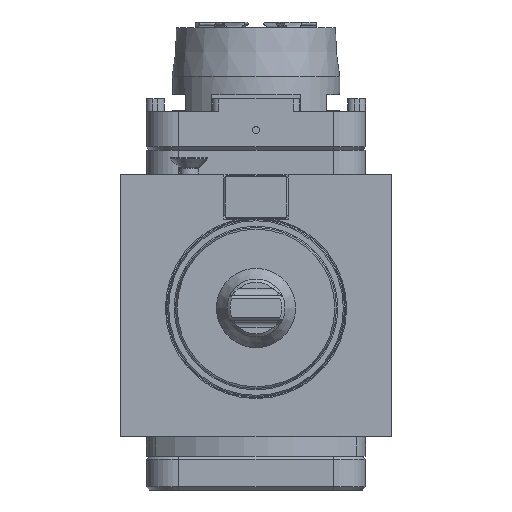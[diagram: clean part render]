
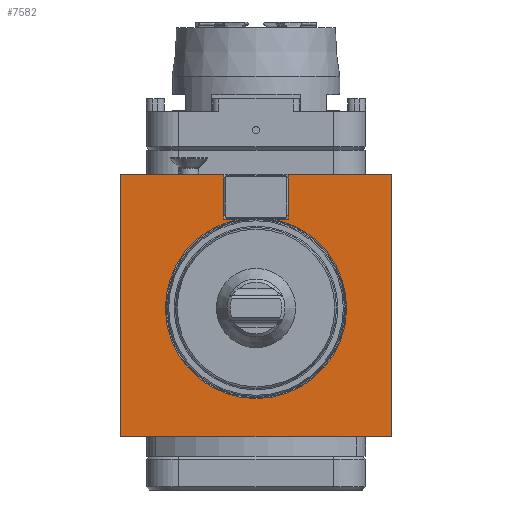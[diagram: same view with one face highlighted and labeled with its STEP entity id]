
A CAD part, front view. The second image highlights one B-rep face of the part: STEP entity #7582.
In plain terms, the highlighted planar face has unit normal (0, -1, 0).
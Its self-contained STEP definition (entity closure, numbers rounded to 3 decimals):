
#2 = ORIENTED_EDGE ( 'NONE', *, *, #7874, .T. ) ;
#112 = LINE ( 'NONE', #17792, #24226 ) ;
#319 = VERTEX_POINT ( 'NONE', #14123 ) ;
#382 = LINE ( 'NONE', #26915, #14100 ) ;
#515 = DIRECTION ( 'NONE',  ( 0., 0., 1. ) ) ;
#654 = ORIENTED_EDGE ( 'NONE', *, *, #25270, .F. ) ;
#687 = ORIENTED_EDGE ( 'NONE', *, *, #23577, .F. ) ;
#814 = CIRCLE ( 'NONE', #4526, 28.126 ) ;
#890 = VECTOR ( 'NONE', #15215, 1000. ) ;
#1694 = VECTOR ( 'NONE', #6101, 1000. ) ;
#1841 = EDGE_CURVE ( 'NONE', #9458, #18135, #26393, .T. ) ;
#1956 = DIRECTION ( 'NONE',  ( -1., 0., 0. ) ) ;
#1962 = DIRECTION ( 'NONE',  ( 0., -1., 0. ) ) ;
#2015 = CARTESIAN_POINT ( 'NONE',  ( 10., -65., 27.5 ) ) ;
#2365 = LINE ( 'NONE', #15414, #26067 ) ;
#2381 = CARTESIAN_POINT ( 'NONE',  ( 10., -65., 27.5 ) ) ;
#2733 = VERTEX_POINT ( 'NONE', #5832 ) ;
#2899 = VERTEX_POINT ( 'NONE', #27114 ) ;
#3327 = CARTESIAN_POINT ( 'NONE',  ( -42., -65., 41.5 ) ) ;
#3886 = VECTOR ( 'NONE', #515, 1000. ) ;
#4127 = EDGE_CURVE ( 'NONE', #2733, #6297, #22353, .T. ) ;
#4278 = DIRECTION ( 'NONE',  ( 1., 0., 0. ) ) ;
#4345 = ORIENTED_EDGE ( 'NONE', *, *, #18481, .T. ) ;
#4420 = FACE_OUTER_BOUND ( 'NONE', #15304, .T. ) ;
#4526 = AXIS2_PLACEMENT_3D ( 'NONE', #23613, #1962, #4278 ) ;
#4752 = DIRECTION ( 'NONE',  ( 0., 0., -1. ) ) ;
#4874 = ORIENTED_EDGE ( 'NONE', *, *, #5369, .F. ) ;
#5117 = CARTESIAN_POINT ( 'NONE',  ( -10., -65., 29.026 ) ) ;
#5369 = EDGE_CURVE ( 'NONE', #2899, #6297, #814, .T. ) ;
#5640 = LINE ( 'NONE', #18527, #9010 ) ;
#5810 = ORIENTED_EDGE ( 'NONE', *, *, #17495, .F. ) ;
#5832 = CARTESIAN_POINT ( 'NONE',  ( 10., -65., 27.5 ) ) ;
#5997 = CARTESIAN_POINT ( 'NONE',  ( 10., -65., 39.974 ) ) ;
#6101 = DIRECTION ( 'NONE',  ( 0., 0., 1. ) ) ;
#6204 = EDGE_CURVE ( 'NONE', #9458, #23255, #18729, .T. ) ;
#6297 = VERTEX_POINT ( 'NONE', #16844 ) ;
#6509 = VERTEX_POINT ( 'NONE', #8745 ) ;
#7343 = CARTESIAN_POINT ( 'NONE',  ( -42., -65., 41.5 ) ) ;
#7566 = CARTESIAN_POINT ( 'NONE',  ( -10., -65., 27.5 ) ) ;
#7570 = VERTEX_POINT ( 'NONE', #13252 ) ;
#7582 = ADVANCED_FACE ( 'Defeature completata2_4', ( #4420 ), #26609, .F. ) ;
#7630 = AXIS2_PLACEMENT_3D ( 'NONE', #17900, #22164, #1956 ) ;
#7835 = DIRECTION ( 'NONE',  ( 0., 0., 1. ) ) ;
#7874 = EDGE_CURVE ( 'NONE', #17651, #7570, #18550, .T. ) ;
#8745 = CARTESIAN_POINT ( 'NONE',  ( 10., -65., 41.5 ) ) ;
#9010 = VECTOR ( 'NONE', #7835, 1000. ) ;
#9221 = VECTOR ( 'NONE', #10053, 1000. ) ;
#9241 = DIRECTION ( 'NONE',  ( 0., 0., -1. ) ) ;
#9458 = VERTEX_POINT ( 'NONE', #23546 ) ;
#9653 = ORIENTED_EDGE ( 'NONE', *, *, #1841, .T. ) ;
#10053 = DIRECTION ( 'NONE',  ( -1., 0., 0. ) ) ;
#10205 = ORIENTED_EDGE ( 'NONE', *, *, #25899, .F. ) ;
#10428 = EDGE_CURVE ( 'NONE', #6509, #18135, #12220, .T. ) ;
#10976 = EDGE_CURVE ( 'NONE', #2899, #319, #24773, .T. ) ;
#11361 = VERTEX_POINT ( 'NONE', #18466 ) ;
#11682 = DIRECTION ( 'NONE',  ( -1., 0., 0. ) ) ;
#12220 = LINE ( 'NONE', #7343, #15418 ) ;
#12326 = VECTOR ( 'NONE', #18087, 1000. ) ;
#12552 = ORIENTED_EDGE ( 'NONE', *, *, #6204, .F. ) ;
#13252 = CARTESIAN_POINT ( 'NONE',  ( -10., -65., 41.5 ) ) ;
#14100 = VECTOR ( 'NONE', #9241, 1000. ) ;
#14123 = CARTESIAN_POINT ( 'NONE',  ( -10., -65., 27.5 ) ) ;
#14936 = VERTEX_POINT ( 'NONE', #5997 ) ;
#15124 = DIRECTION ( 'NONE',  ( 0., 0., 1. ) ) ;
#15215 = DIRECTION ( 'NONE',  ( 0., 0., 1. ) ) ;
#15304 = EDGE_LOOP ( 'NONE', ( #18314, #26038, #4874, #26221, #26804, #654, #2, #5810, #4345, #12552, #9653, #20301, #10205, #687 ) ) ;
#15414 = CARTESIAN_POINT ( 'NONE',  ( -10., -65., 27.5 ) ) ;
#15418 = VECTOR ( 'NONE', #20443, 1000. ) ;
#15725 = CARTESIAN_POINT ( 'NONE',  ( 10., -65., 29.026 ) ) ;
#16098 = DIRECTION ( 'NONE',  ( 0., 0., 1. ) ) ;
#16844 = CARTESIAN_POINT ( 'NONE',  ( 5.9, -65., 27.5 ) ) ;
#17495 = EDGE_CURVE ( 'NONE', #11361, #7570, #23088, .T. ) ;
#17651 = VERTEX_POINT ( 'NONE', #22617 ) ;
#17792 = CARTESIAN_POINT ( 'NONE',  ( -42., -65., -46. ) ) ;
#17900 = CARTESIAN_POINT ( 'NONE',  ( 0., -65., 28.126 ) ) ;
#18087 = DIRECTION ( 'NONE',  ( -1., 0., 0. ) ) ;
#18135 = VERTEX_POINT ( 'NONE', #24395 ) ;
#18314 = ORIENTED_EDGE ( 'NONE', *, *, #22374, .F. ) ;
#18466 = CARTESIAN_POINT ( 'NONE',  ( -42., -65., 41.5 ) ) ;
#18481 = EDGE_CURVE ( 'NONE', #11361, #23255, #112, .T. ) ;
#18527 = CARTESIAN_POINT ( 'NONE',  ( 10., -65., 27.5 ) ) ;
#18550 = LINE ( 'NONE', #7566, #21350 ) ;
#18695 = VERTEX_POINT ( 'NONE', #15725 ) ;
#18729 = LINE ( 'NONE', #27025, #9221 ) ;
#19615 = VECTOR ( 'NONE', #11682, 1000. ) ;
#19678 = LINE ( 'NONE', #2015, #1694 ) ;
#19901 = LINE ( 'NONE', #2381, #3886 ) ;
#20215 = CARTESIAN_POINT ( 'NONE',  ( -10., -65., 27.5 ) ) ;
#20301 = ORIENTED_EDGE ( 'NONE', *, *, #10428, .F. ) ;
#20443 = DIRECTION ( 'NONE',  ( 1., 0., 0. ) ) ;
#20939 = DIRECTION ( 'NONE',  ( 1., 0., 0. ) ) ;
#21350 = VECTOR ( 'NONE', #16098, 1000. ) ;
#21528 = CARTESIAN_POINT ( 'NONE',  ( -42., -65., -40. ) ) ;
#21765 = VECTOR ( 'NONE', #20939, 1000. ) ;
#22106 = CARTESIAN_POINT ( 'NONE',  ( 42., -65., -46. ) ) ;
#22164 = DIRECTION ( 'NONE',  ( 0., 1., 0. ) ) ;
#22353 = LINE ( 'NONE', #20215, #12326 ) ;
#22374 = EDGE_CURVE ( 'NONE', #2733, #18695, #5640, .T. ) ;
#22617 = CARTESIAN_POINT ( 'NONE',  ( -10., -65., 39.974 ) ) ;
#22618 = CARTESIAN_POINT ( 'NONE',  ( -10., -65., 27.5 ) ) ;
#23088 = LINE ( 'NONE', #3327, #21765 ) ;
#23255 = VERTEX_POINT ( 'NONE', #21528 ) ;
#23546 = CARTESIAN_POINT ( 'NONE',  ( 42., -65., -40. ) ) ;
#23577 = EDGE_CURVE ( 'NONE', #18695, #14936, #19901, .T. ) ;
#23613 = CARTESIAN_POINT ( 'NONE',  ( 0., -65., 0. ) ) ;
#24226 = VECTOR ( 'NONE', #4752, 1000. ) ;
#24395 = CARTESIAN_POINT ( 'NONE',  ( 42., -65., 41.5 ) ) ;
#24773 = LINE ( 'NONE', #22618, #19615 ) ;
#25270 = EDGE_CURVE ( 'NONE', #17651, #28559, #382, .T. ) ;
#25372 = EDGE_CURVE ( 'NONE', #319, #28559, #2365, .T. ) ;
#25899 = EDGE_CURVE ( 'NONE', #14936, #6509, #19678, .T. ) ;
#26038 = ORIENTED_EDGE ( 'NONE', *, *, #4127, .T. ) ;
#26067 = VECTOR ( 'NONE', #15124, 1000. ) ;
#26221 = ORIENTED_EDGE ( 'NONE', *, *, #10976, .T. ) ;
#26393 = LINE ( 'NONE', #22106, #890 ) ;
#26609 = PLANE ( 'NONE',  #7630 ) ;
#26804 = ORIENTED_EDGE ( 'NONE', *, *, #25372, .T. ) ;
#26915 = CARTESIAN_POINT ( 'NONE',  ( -10., -65., 28.126 ) ) ;
#27025 = CARTESIAN_POINT ( 'NONE',  ( 42., -65., -40. ) ) ;
#27114 = CARTESIAN_POINT ( 'NONE',  ( -5.9, -65., 27.5 ) ) ;
#28559 = VERTEX_POINT ( 'NONE', #5117 ) ;
